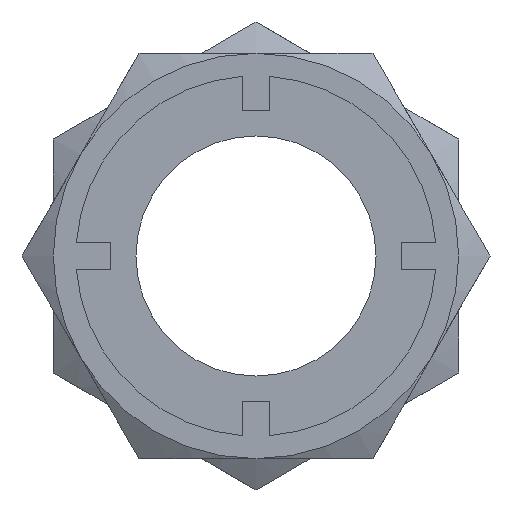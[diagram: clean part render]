
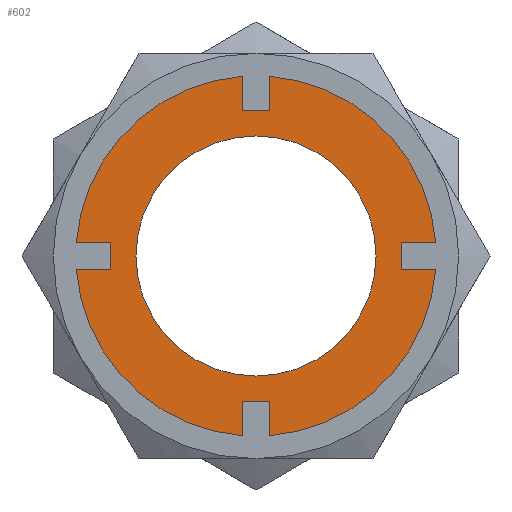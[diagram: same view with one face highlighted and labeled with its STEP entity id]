
A CAD part, left-side view. The second image highlights one B-rep face of the part: STEP entity #602.
In plain terms, the highlighted planar face has unit normal (-1, 0, 0).
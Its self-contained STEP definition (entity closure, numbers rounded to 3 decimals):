
#342=EDGE_CURVE('',#634,#380,#955,.T.);
#370=EDGE_CURVE('',#836,#420,#985,.T.);
#374=EDGE_CURVE('',#478,#430,#989,.T.);
#380=VERTEX_POINT('',#996);
#420=VERTEX_POINT('',#1039);
#422=VERTEX_POINT('',#1041);
#430=VERTEX_POINT('',#1051);
#442=EDGE_CURVE('',#828,#796,#1063,.T.);
#472=VERTEX_POINT('',#1098);
#478=VERTEX_POINT('',#1104);
#498=EDGE_CURVE('',#632,#550,#1128,.T.);
#544=EDGE_CURVE('',#550,#822,#1178,.T.);
#550=VERTEX_POINT('',#1184);
#584=VERTEX_POINT('',#1225);
#602=ADVANCED_FACE('',(#1244,#1245),#1246,.T.);
#606=EDGE_CURVE('',#674,#632,#1251,.T.);
#632=VERTEX_POINT('',#1280);
#634=VERTEX_POINT('',#1282);
#648=EDGE_CURVE('',#774,#584,#1296,.T.);
#674=VERTEX_POINT('',#1324);
#684=EDGE_CURVE('',#796,#776,#1334,.T.);
#692=EDGE_CURVE('',#776,#778,#1342,.T.);
#774=VERTEX_POINT('',#1431);
#776=VERTEX_POINT('',#1433);
#778=VERTEX_POINT('',#1435);
#786=EDGE_CURVE('',#472,#422,#1443,.T.);
#796=VERTEX_POINT('',#1454);
#800=EDGE_CURVE('',#584,#774,#1458,.T.);
#812=EDGE_CURVE('',#478,#822,#1473,.T.);
#816=EDGE_CURVE('',#472,#420,#1478,.T.);
#822=VERTEX_POINT('',#1484);
#828=VERTEX_POINT('',#1491);
#836=VERTEX_POINT('',#1499);
#850=EDGE_CURVE('',#828,#380,#1515,.T.);
#858=EDGE_CURVE('',#674,#778,#1525,.T.);
#874=EDGE_CURVE('',#422,#634,#1543,.T.);
#892=EDGE_CURVE('',#430,#836,#1562,.T.);
#955=LINE('',#1634,#1635);
#985=LINE('',#1698,#1699);
#989=LINE('',#1706,#1707);
#996=CARTESIAN_POINT('',(-15.0,0.9,11.966));
#1039=CARTESIAN_POINT('',(-15.0,-11.966,0.9));
#1041=CARTESIAN_POINT('',(-15.0,-0.9,9.7));
#1051=CARTESIAN_POINT('',(-15.0,-9.7,-0.9));
#1063=LINE('',#1852,#1853);
#1098=CARTESIAN_POINT('',(-15.0,-0.9,11.966));
#1104=CARTESIAN_POINT('',(-15.0,-11.966,-0.9));
#1128=LINE('',#1968,#1969);
#1178=LINE('',#2100,#2101);
#1184=CARTESIAN_POINT('',(-15.0,-0.9,-9.7));
#1225=CARTESIAN_POINT('',(-15.0,0.,8.));
#1244=FACE_BOUND('',#2228,.T.);
#1245=FACE_OUTER_BOUND('',#2229,.T.);
#1246=PLANE('',#2230);
#1251=LINE('',#2236,#2237);
#1280=CARTESIAN_POINT('',(-15.0,0.9,-9.7));
#1282=CARTESIAN_POINT('',(-15.0,0.9,9.7));
#1296=CIRCLE('',#2330,8.);
#1324=CARTESIAN_POINT('',(-15.0,0.9,-11.966));
#1334=LINE('',#2396,#2397);
#1342=LINE('',#2428,#2429);
#1431=CARTESIAN_POINT('',(-15.0,0.,-8.));
#1433=CARTESIAN_POINT('',(-15.0,9.7,-0.9));
#1435=CARTESIAN_POINT('',(-15.0,11.966,-0.9));
#1443=LINE('',#2618,#2619);
#1454=CARTESIAN_POINT('',(-15.0,9.7,0.9));
#1458=CIRCLE('',#2639,8.);
#1473=CIRCLE('',#2666,12.0);
#1478=CIRCLE('',#2672,12.0);
#1484=CARTESIAN_POINT('',(-15.0,-0.9,-11.966));
#1491=CARTESIAN_POINT('',(-15.0,11.966,0.9));
#1499=CARTESIAN_POINT('',(-15.0,-9.7,0.9));
#1515=CIRCLE('',#2750,12.0);
#1525=CIRCLE('',#2771,12.0);
#1543=LINE('',#2805,#2806);
#1562=LINE('',#2842,#2843);
#1634=CARTESIAN_POINT('',(-15.0,0.9,11.0));
#1635=VECTOR('',#2923,1.0);
#1698=CARTESIAN_POINT('',(-15.0,-6.,0.9));
#1699=VECTOR('',#2944,1.0);
#1706=CARTESIAN_POINT('',(-15.0,-4.85,-0.9));
#1707=VECTOR('',#2946,1.0);
#1852=CARTESIAN_POINT('',(-15.0,4.85,0.9));
#1853=VECTOR('',#3017,1.0);
#1968=CARTESIAN_POINT('',(-15.0,-0.45,-9.7));
#1969=VECTOR('',#3096,1.0);
#2100=CARTESIAN_POINT('',(-15.0,-0.9,-1.));
#2101=VECTOR('',#3138,1.0);
#2228=EDGE_LOOP('',(#3215,#3216));
#2229=EDGE_LOOP('',(#3217,#3218,#3219,#3220,#3221,#3222,#3223,#3224,#3225,#3226,#3227,#3228,#3229,#3230,#3231,#3232));
#2230=AXIS2_PLACEMENT_3D('',#3233,#3234,#3235);
#2236=CARTESIAN_POINT('',(-15.0,0.9,0.15));
#2237=VECTOR('',#3243,1.0);
#2330=AXIS2_PLACEMENT_3D('',#3272,#3273,#3274);
#2396=CARTESIAN_POINT('',(-15.0,9.7,4.55));
#2397=VECTOR('',#3307,1.0);
#2428=CARTESIAN_POINT('',(-15.0,6.,-0.9));
#2429=VECTOR('',#3309,1.0);
#2618=CARTESIAN_POINT('',(-15.0,-0.9,9.85));
#2619=VECTOR('',#3391,1.0);
#2639=AXIS2_PLACEMENT_3D('',#3406,#3407,#3408);
#2666=AXIS2_PLACEMENT_3D('',#3438,#3439,#3440);
#2672=AXIS2_PLACEMENT_3D('',#3448,#3449,#3450);
#2750=AXIS2_PLACEMENT_3D('',#3489,#3490,#3491);
#2771=AXIS2_PLACEMENT_3D('',#3509,#3510,#3511);
#2805=CARTESIAN_POINT('',(-15.0,0.45,9.7));
#2806=VECTOR('',#3537,1.0);
#2842=CARTESIAN_POINT('',(-15.0,-9.7,5.45));
#2843=VECTOR('',#3552,1.0);
#2923=DIRECTION('',(0.0,0.0,1.0));
#2944=DIRECTION('',(0.0,-1.0,0.0));
#2946=DIRECTION('',(0.0,1.0,0.0));
#3017=DIRECTION('',(0.0,-1.0,0.0));
#3096=DIRECTION('',(0.0,-1.0,0.0));
#3138=DIRECTION('',(0.0,0.0,-1.0));
#3215=ORIENTED_EDGE('',*,*,#800,.T.);
#3216=ORIENTED_EDGE('',*,*,#648,.T.);
#3217=ORIENTED_EDGE('',*,*,#374,.T.);
#3218=ORIENTED_EDGE('',*,*,#892,.T.);
#3219=ORIENTED_EDGE('',*,*,#370,.T.);
#3220=ORIENTED_EDGE('',*,*,#816,.F.);
#3221=ORIENTED_EDGE('',*,*,#786,.T.);
#3222=ORIENTED_EDGE('',*,*,#874,.T.);
#3223=ORIENTED_EDGE('',*,*,#342,.T.);
#3224=ORIENTED_EDGE('',*,*,#850,.F.);
#3225=ORIENTED_EDGE('',*,*,#442,.T.);
#3226=ORIENTED_EDGE('',*,*,#684,.T.);
#3227=ORIENTED_EDGE('',*,*,#692,.T.);
#3228=ORIENTED_EDGE('',*,*,#858,.F.);
#3229=ORIENTED_EDGE('',*,*,#606,.T.);
#3230=ORIENTED_EDGE('',*,*,#498,.T.);
#3231=ORIENTED_EDGE('',*,*,#544,.T.);
#3232=ORIENTED_EDGE('',*,*,#812,.F.);
#3233=CARTESIAN_POINT('',(-15.0,0.,10.));
#3234=DIRECTION('',(-1.0,-0.0,0.0));
#3235=DIRECTION('',(0.0,0.,-1.0));
#3243=DIRECTION('',(0.0,0.0,1.0));
#3272=CARTESIAN_POINT('',(-15.0,0.,0.));
#3273=DIRECTION('',(1.0,0.0,-0.0));
#3274=DIRECTION('',(0.0,0.,1.0));
#3307=DIRECTION('',(0.0,0.0,-1.0));
#3309=DIRECTION('',(0.0,1.0,0.0));
#3391=DIRECTION('',(0.0,0.0,-1.0));
#3406=CARTESIAN_POINT('',(-15.0,0.,0.));
#3407=DIRECTION('',(1.0,0.0,-0.0));
#3408=DIRECTION('',(0.0,0.,1.0));
#3438=CARTESIAN_POINT('',(-15.0,0.,0.));
#3439=DIRECTION('',(1.0,0.0,-0.0));
#3440=DIRECTION('',(0.0,0.,1.0));
#3448=CARTESIAN_POINT('',(-15.0,0.,0.));
#3449=DIRECTION('',(1.0,0.0,-0.0));
#3450=DIRECTION('',(0.0,0.,1.0));
#3489=CARTESIAN_POINT('',(-15.0,0.,0.));
#3490=DIRECTION('',(1.0,0.0,-0.0));
#3491=DIRECTION('',(0.0,0.,1.0));
#3509=CARTESIAN_POINT('',(-15.0,0.,0.));
#3510=DIRECTION('',(1.0,0.0,-0.0));
#3511=DIRECTION('',(0.0,0.,1.0));
#3537=DIRECTION('',(0.0,1.0,0.0));
#3552=DIRECTION('',(0.0,0.0,1.0));
